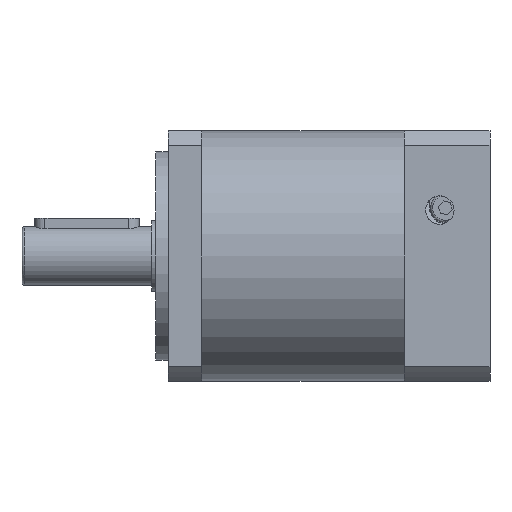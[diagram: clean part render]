
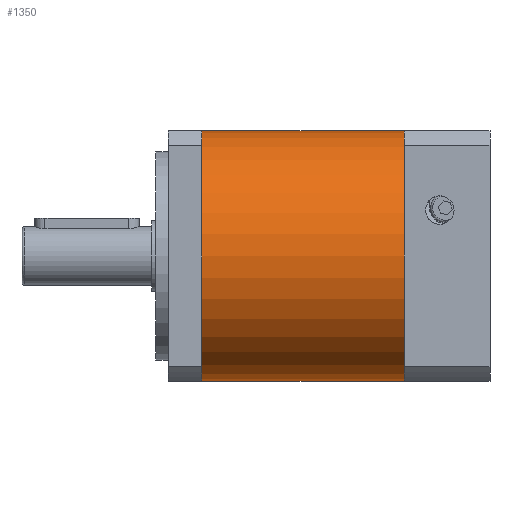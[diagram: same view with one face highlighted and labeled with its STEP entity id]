
A CAD part, left-side view. The second image highlights one B-rep face of the part: STEP entity #1350.
In plain terms, the highlighted cylindrical face has radius 30 mm (diameter 60 mm), a partial arc.
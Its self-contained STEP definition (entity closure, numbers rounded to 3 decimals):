
#3 = DIRECTION ( 'NONE',  ( 0., 0., 1. ) ) ;
#101 = CARTESIAN_POINT ( 'NONE',  ( 0., 24.25, -30. ) ) ;
#247 = CIRCLE ( 'NONE', #2136, 30. ) ;
#341 = VERTEX_POINT ( 'NONE', #3131 ) ;
#371 = DIRECTION ( 'NONE',  ( 0., 1., 0. ) ) ;
#803 = EDGE_CURVE ( 'NONE', #4257, #341, #247, .T. ) ;
#823 = CYLINDRICAL_SURFACE ( 'NONE', #2727, 30. ) ;
#986 = DIRECTION ( 'NONE',  ( 0., 0., -1. ) ) ;
#1030 = EDGE_CURVE ( 'NONE', #4257, #3189, #3226, .T. ) ;
#1227 = CARTESIAN_POINT ( 'NONE',  ( 0., -24.25, 0. ) ) ;
#1349 = DIRECTION ( 'NONE',  ( 0., -1., 0. ) ) ;
#1350 = ADVANCED_FACE ( 'NONE', ( #1989 ), #823, .T. ) ;
#1433 = AXIS2_PLACEMENT_3D ( 'NONE', #1227, #4017, #1613 ) ;
#1451 = ORIENTED_EDGE ( 'NONE', *, *, #5055, .T. ) ;
#1467 = CARTESIAN_POINT ( 'NONE',  ( 0., 24.25, -30. ) ) ;
#1600 = ORIENTED_EDGE ( 'NONE', *, *, #1030, .T. ) ;
#1613 = DIRECTION ( 'NONE',  ( 0., 0., 1. ) ) ;
#1628 = VECTOR ( 'NONE', #2396, 1000. ) ;
#1796 = VERTEX_POINT ( 'NONE', #3896 ) ;
#1801 = ORIENTED_EDGE ( 'NONE', *, *, #4409, .T. ) ;
#1989 = FACE_OUTER_BOUND ( 'NONE', #5070, .T. ) ;
#2000 = AXIS2_PLACEMENT_3D ( 'NONE', #4718, #2325, #5120 ) ;
#2011 = CIRCLE ( 'NONE', #2796, 30. ) ;
#2021 = CARTESIAN_POINT ( 'NONE',  ( -30., -24.25, 0. ) ) ;
#2136 = AXIS2_PLACEMENT_3D ( 'NONE', #2759, #371, #3153 ) ;
#2143 = CIRCLE ( 'NONE', #1433, 30. ) ;
#2164 = VECTOR ( 'NONE', #4878, 1000. ) ;
#2325 = DIRECTION ( 'NONE',  ( 0., 1., 0. ) ) ;
#2364 = DIRECTION ( 'NONE',  ( 0., 1., 0. ) ) ;
#2396 = DIRECTION ( 'NONE',  ( 0., -1., 0. ) ) ;
#2615 = ORIENTED_EDGE ( 'NONE', *, *, #803, .F. ) ;
#2698 = LINE ( 'NONE', #2819, #1628 ) ;
#2727 = AXIS2_PLACEMENT_3D ( 'NONE', #3750, #1349, #986 ) ;
#2759 = CARTESIAN_POINT ( 'NONE',  ( 0., 24.25, 0. ) ) ;
#2796 = AXIS2_PLACEMENT_3D ( 'NONE', #4773, #2364, #3 ) ;
#2819 = CARTESIAN_POINT ( 'NONE',  ( 0., 24.25, 30. ) ) ;
#3131 = CARTESIAN_POINT ( 'NONE',  ( -30., 24.25, 0. ) ) ;
#3153 = DIRECTION ( 'NONE',  ( 0., 0., 1. ) ) ;
#3189 = VERTEX_POINT ( 'NONE', #5062 ) ;
#3226 = LINE ( 'NONE', #101, #2164 ) ;
#3634 = ORIENTED_EDGE ( 'NONE', *, *, #4482, .F. ) ;
#3750 = CARTESIAN_POINT ( 'NONE',  ( 0., 24.25, 0. ) ) ;
#3800 = VERTEX_POINT ( 'NONE', #4302 ) ;
#3896 = CARTESIAN_POINT ( 'NONE',  ( 0., -24.25, 30. ) ) ;
#3996 = VERTEX_POINT ( 'NONE', #2021 ) ;
#4017 = DIRECTION ( 'NONE',  ( 0., 1., 0. ) ) ;
#4257 = VERTEX_POINT ( 'NONE', #1467 ) ;
#4302 = CARTESIAN_POINT ( 'NONE',  ( 0., 24.25, 30. ) ) ;
#4368 = EDGE_CURVE ( 'NONE', #341, #3800, #4373, .T. ) ;
#4373 = CIRCLE ( 'NONE', #2000, 30. ) ;
#4409 = EDGE_CURVE ( 'NONE', #3996, #1796, #2011, .T. ) ;
#4482 = EDGE_CURVE ( 'NONE', #3800, #1796, #2698, .T. ) ;
#4718 = CARTESIAN_POINT ( 'NONE',  ( 0., 24.25, 0. ) ) ;
#4729 = ORIENTED_EDGE ( 'NONE', *, *, #4368, .F. ) ;
#4773 = CARTESIAN_POINT ( 'NONE',  ( 0., -24.25, 0. ) ) ;
#4878 = DIRECTION ( 'NONE',  ( 0., -1., 0. ) ) ;
#5055 = EDGE_CURVE ( 'NONE', #3189, #3996, #2143, .T. ) ;
#5062 = CARTESIAN_POINT ( 'NONE',  ( 0., -24.25, -30. ) ) ;
#5070 = EDGE_LOOP ( 'NONE', ( #3634, #4729, #2615, #1600, #1451, #1801 ) ) ;
#5120 = DIRECTION ( 'NONE',  ( 0., 0., 1. ) ) ;
